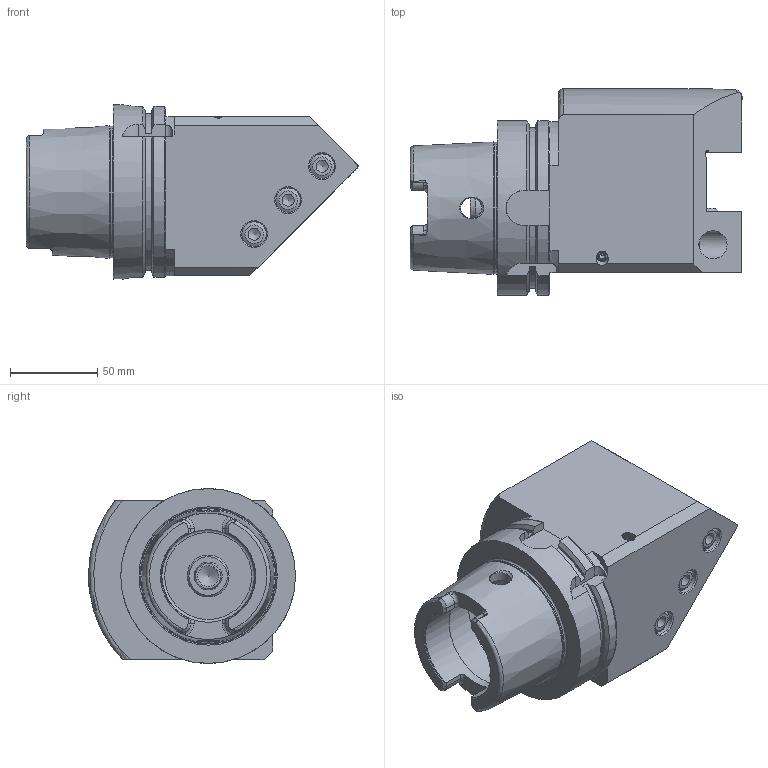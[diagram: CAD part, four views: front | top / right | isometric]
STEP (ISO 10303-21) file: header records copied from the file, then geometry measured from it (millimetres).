
FILE_DESCRIPTION((''),'2;1');
FILE_NAME('590077261140-3D.stp','2021-08-21T08:22:57',('nttooll'),(''),'Autodesk Inventor 2012','Autodesk Inventor 2012','');
FILE_SCHEMA(('AUTOMOTIVE_DESIGN { 1 0 10303 214 1 1 1 1 }'));
Length unit declared in the file: millimetre
Products named in the file (1): 590077261140-3D
Bounding box: 190 x 118.47 x 100 mm (x, y, z)
Volume: 911328.8 mm3; surface area: 97451.2 mm2
Topology: 1 solids, 1 shells, 205 faces, 521 edges, 332 vertices
Faces by surface type: plane 79, cylinder 61, cone 47, torus 16, sphere 2
Full cylindrical faces by diameter (mm): 3.15 x1, 3.464 x1, 4 x1, 4.3 x1, 5.2 x1, 6 x2, 6.928 x3, 7 x1, 10.5 x1, 12 x3, 14 x6, 15.3 x1, 16 x2, 24 x1, 53 x1, 53.8 x1, 63 x1, 75.3 x1, 100 x1
Entity records: 6197 total; most frequent: CARTESIAN_POINT 1645, DIRECTION 959, ORIENTED_EDGE 866, EDGE_CURVE 433, AXIS2_PLACEMENT_3D 395, VERTEX_POINT 307, EDGE_LOOP 288, FACE_OUTER_BOUND 205
